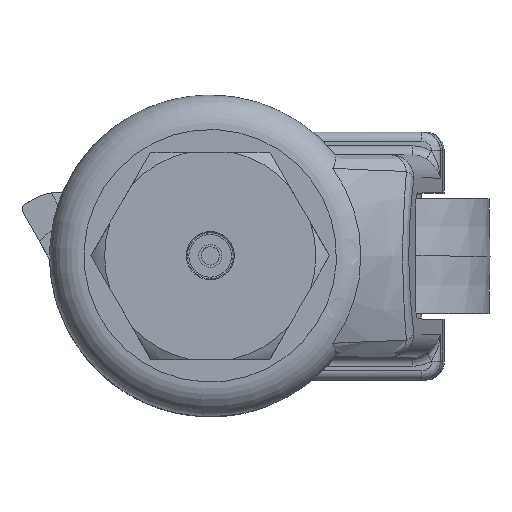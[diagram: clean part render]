
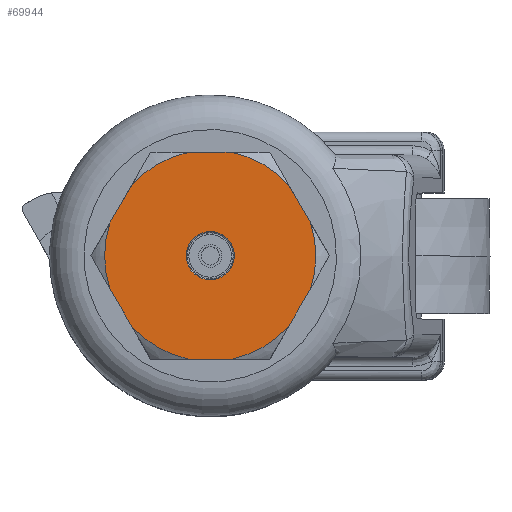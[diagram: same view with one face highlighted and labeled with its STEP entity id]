
A CAD part, top view. The second image highlights one B-rep face of the part: STEP entity #69944.
In plain terms, the highlighted planar face has unit normal (0, 0, 1).
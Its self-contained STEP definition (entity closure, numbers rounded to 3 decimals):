
#69329=CARTESIAN_POINT('',(21.87,-7.119,0.0));
#69330=VERTEX_POINT('',#69329);
#69331=CARTESIAN_POINT('',(21.87,7.119,0.0));
#69332=VERTEX_POINT('',#69331);
#69333=CARTESIAN_POINT('',(0.0,0.0,0.0));
#69334=DIRECTION('',(0.0,0.0,1.0));
#69335=DIRECTION('',(1.0,0.0,0.0));
#69336=AXIS2_PLACEMENT_3D('',#69333,#69334,#69335);
#69337=CIRCLE('',#69336,23.);
#69338=EDGE_CURVE('',#69330,#69332,#69337,.T.);
#69376=CARTESIAN_POINT('',(-21.87,-7.119,0.0));
#69377=VERTEX_POINT('',#69376);
#69393=CARTESIAN_POINT('',(-21.87,7.119,0.0));
#69394=VERTEX_POINT('',#69393);
#69395=CARTESIAN_POINT('',(0.0,0.0,0.0));
#69396=DIRECTION('',(0.0,0.0,1.0));
#69397=DIRECTION('',(1.0,0.0,0.0));
#69398=AXIS2_PLACEMENT_3D('',#69395,#69396,#69397);
#69399=CIRCLE('',#69398,23.);
#69400=EDGE_CURVE('',#69394,#69377,#69399,.T.);
#69551=CARTESIAN_POINT('',(-5.25,0.,0.0));
#69552=VERTEX_POINT('',#69551);
#69553=CARTESIAN_POINT('',(0.0,0.,0.0));
#69554=DIRECTION('',(0.0,0.0,-1.0));
#69555=DIRECTION('',(1.0,0.0,0.0));
#69556=AXIS2_PLACEMENT_3D('',#69553,#69554,#69555);
#69557=CIRCLE('',#69556,5.25);
#69558=EDGE_CURVE('',#69552,#69552,#69557,.T.);
#69711=CARTESIAN_POINT('',(-17.101,-15.381,0.));
#69712=VERTEX_POINT('',#69711);
#69726=CARTESIAN_POINT('',(-4.77,-22.5,0.));
#69727=VERTEX_POINT('',#69726);
#69741=CARTESIAN_POINT('',(0.0,0.0,0.0));
#69742=DIRECTION('',(0.0,0.0,1.0));
#69743=DIRECTION('',(1.0,0.0,0.0));
#69744=AXIS2_PLACEMENT_3D('',#69741,#69742,#69743);
#69745=CIRCLE('',#69744,23.);
#69746=EDGE_CURVE('',#69712,#69727,#69745,.T.);
#69758=CARTESIAN_POINT('',(4.77,-22.5,0.0));
#69759=VERTEX_POINT('',#69758);
#69773=CARTESIAN_POINT('',(17.101,-15.381,0.0));
#69774=VERTEX_POINT('',#69773);
#69788=CARTESIAN_POINT('',(0.0,0.0,0.0));
#69789=DIRECTION('',(0.0,0.0,1.0));
#69790=DIRECTION('',(1.0,0.0,0.0));
#69791=AXIS2_PLACEMENT_3D('',#69788,#69789,#69790);
#69792=CIRCLE('',#69791,23.);
#69793=EDGE_CURVE('',#69759,#69774,#69792,.T.);
#69805=CARTESIAN_POINT('',(-4.77,22.5,0.0));
#69806=VERTEX_POINT('',#69805);
#69820=CARTESIAN_POINT('',(-17.101,15.381,0.0));
#69821=VERTEX_POINT('',#69820);
#69835=CARTESIAN_POINT('',(0.0,0.0,0.0));
#69836=DIRECTION('',(0.0,0.0,1.0));
#69837=DIRECTION('',(1.0,0.0,0.0));
#69838=AXIS2_PLACEMENT_3D('',#69835,#69836,#69837);
#69839=CIRCLE('',#69838,23.);
#69840=EDGE_CURVE('',#69806,#69821,#69839,.T.);
#69850=CARTESIAN_POINT('',(4.77,22.5,0.));
#69851=VERTEX_POINT('',#69850);
#69867=CARTESIAN_POINT('',(17.101,15.381,0.));
#69868=VERTEX_POINT('',#69867);
#69869=CARTESIAN_POINT('',(0.0,0.0,0.0));
#69870=DIRECTION('',(0.0,0.0,1.0));
#69871=DIRECTION('',(1.0,0.0,0.0));
#69872=AXIS2_PLACEMENT_3D('',#69869,#69870,#69871);
#69873=CIRCLE('',#69872,23.0);
#69874=EDGE_CURVE('',#69868,#69851,#69873,.T.);
#69892=CARTESIAN_POINT('',(0.,0.,0.0));
#69893=DIRECTION('',(0.0,0.0,1.0));
#69894=DIRECTION('',(1.0,0.0,0.0));
#69895=AXIS2_PLACEMENT_3D('',#69892,#69893,#69894);
#69896=PLANE('',#69895);
#69897=ORIENTED_EDGE('',*,*,#69338,.T.);
#69898=CARTESIAN_POINT('',(17.101,15.381,0.0));
#69899=DIRECTION('',(0.5,-0.866,0.0));
#69900=VECTOR('',#69899,9.539);
#69901=LINE('',#69898,#69900);
#69902=EDGE_CURVE('',#69868,#69332,#69901,.T.);
#69903=ORIENTED_EDGE('',*,*,#69902,.F.);
#69904=ORIENTED_EDGE('',*,*,#69874,.T.);
#69905=CARTESIAN_POINT('',(-4.77,22.5,0.0));
#69906=DIRECTION('',(1.0,0.0,0.0));
#69907=VECTOR('',#69906,9.539);
#69908=LINE('',#69905,#69907);
#69909=EDGE_CURVE('',#69806,#69851,#69908,.T.);
#69910=ORIENTED_EDGE('',*,*,#69909,.F.);
#69911=ORIENTED_EDGE('',*,*,#69840,.T.);
#69912=CARTESIAN_POINT('',(-21.87,7.119,0.0));
#69913=DIRECTION('',(0.5,0.866,0.0));
#69914=VECTOR('',#69913,9.539);
#69915=LINE('',#69912,#69914);
#69916=EDGE_CURVE('',#69394,#69821,#69915,.T.);
#69917=ORIENTED_EDGE('',*,*,#69916,.F.);
#69918=ORIENTED_EDGE('',*,*,#69400,.T.);
#69919=CARTESIAN_POINT('',(-17.101,-15.381,0.0));
#69920=DIRECTION('',(-0.5,0.866,0.0));
#69921=VECTOR('',#69920,9.539);
#69922=LINE('',#69919,#69921);
#69923=EDGE_CURVE('',#69712,#69377,#69922,.T.);
#69924=ORIENTED_EDGE('',*,*,#69923,.F.);
#69925=ORIENTED_EDGE('',*,*,#69746,.T.);
#69926=CARTESIAN_POINT('',(4.77,-22.5,0.0));
#69927=DIRECTION('',(-1.0,0.0,0.0));
#69928=VECTOR('',#69927,9.539);
#69929=LINE('',#69926,#69928);
#69930=EDGE_CURVE('',#69759,#69727,#69929,.T.);
#69931=ORIENTED_EDGE('',*,*,#69930,.F.);
#69932=ORIENTED_EDGE('',*,*,#69793,.T.);
#69933=CARTESIAN_POINT('',(21.87,-7.119,0.0));
#69934=DIRECTION('',(-0.5,-0.866,0.0));
#69935=VECTOR('',#69934,9.539);
#69936=LINE('',#69933,#69935);
#69937=EDGE_CURVE('',#69330,#69774,#69936,.T.);
#69938=ORIENTED_EDGE('',*,*,#69937,.F.);
#69939=EDGE_LOOP('',(#69897,#69903,#69904,#69910,#69911,#69917,#69918,#69924,#69925,#69931,#69932,#69938));
#69940=FACE_OUTER_BOUND('',#69939,.T.);
#69941=ORIENTED_EDGE('',*,*,#69558,.T.);
#69942=EDGE_LOOP('',(#69941));
#69943=FACE_BOUND('',#69942,.T.);
#69944=ADVANCED_FACE('',(#69940,#69943),#69896,.T.);
